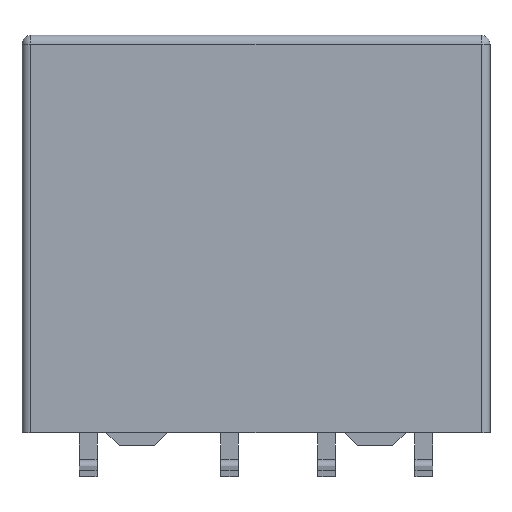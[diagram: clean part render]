
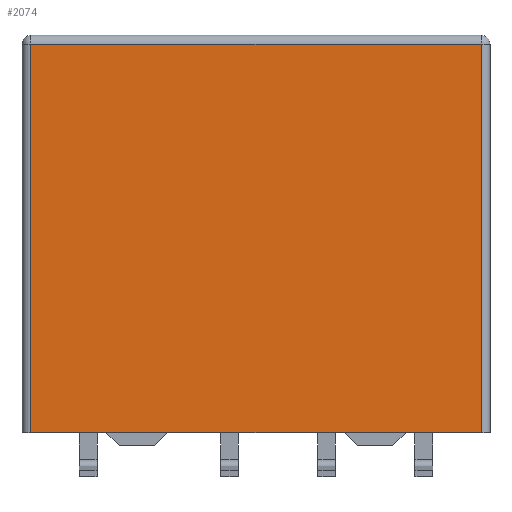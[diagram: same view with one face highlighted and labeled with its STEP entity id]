
A CAD part, front view. The second image highlights one B-rep face of the part: STEP entity #2074.
In plain terms, the highlighted planar face has unit normal (0, -1, 0).
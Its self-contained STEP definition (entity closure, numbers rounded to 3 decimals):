
#101=FACE_OUTER_BOUND('',#234,.T.);
#234=EDGE_LOOP('',(#1455,#1456,#1457,#1458));
#364=LINE('',#3053,#603);
#368=LINE('',#3075,#607);
#373=LINE('',#3094,#612);
#378=LINE('',#3102,#617);
#603=VECTOR('',#2437,8.8);
#607=VECTOR('',#2465,10.2);
#612=VECTOR('',#2488,8.8);
#617=VECTOR('',#2499,10.2);
#893=VERTEX_POINT('',#3043);
#895=VERTEX_POINT('',#3049);
#901=VERTEX_POINT('',#3069);
#907=VERTEX_POINT('',#3092);
#1095=EDGE_CURVE('',#893,#895,#364,.T.);
#1106=EDGE_CURVE('',#901,#893,#368,.T.);
#1115=EDGE_CURVE('',#907,#901,#373,.T.);
#1120=EDGE_CURVE('',#895,#907,#378,.T.);
#1455=ORIENTED_EDGE('',*,*,#1115,.F.);
#1456=ORIENTED_EDGE('',*,*,#1120,.F.);
#1457=ORIENTED_EDGE('',*,*,#1095,.F.);
#1458=ORIENTED_EDGE('',*,*,#1106,.F.);
#1959=PLANE('',#2241);
#2074=ADVANCED_FACE('',(#101),#1959,.T.);
#2241=AXIS2_PLACEMENT_3D('',#3103,#2500,#2501);
#2437=DIRECTION('',(0.,0.,-1.));
#2465=DIRECTION('',(1.,0.,0.));
#2488=DIRECTION('',(0.,0.,1.));
#2499=DIRECTION('',(-1.,0.,0.));
#2500=DIRECTION('center_axis',(0.,-1.,0.));
#2501=DIRECTION('ref_axis',(0.,0.,1.));
#3043=CARTESIAN_POINT('',(5.1,-2.85,9.8));
#3049=CARTESIAN_POINT('',(5.1,-2.85,1.));
#3053=CARTESIAN_POINT('',(5.1,-2.85,3.112));
#3069=CARTESIAN_POINT('',(-5.1,-2.85,9.8));
#3075=CARTESIAN_POINT('',(5.3,-2.85,9.8));
#3092=CARTESIAN_POINT('',(-5.1,-2.85,1.));
#3094=CARTESIAN_POINT('',(-5.1,-2.85,3.112));
#3102=CARTESIAN_POINT('',(5.3,-2.85,1.));
#3103=CARTESIAN_POINT('Origin',(5.3,-2.85,1.));
